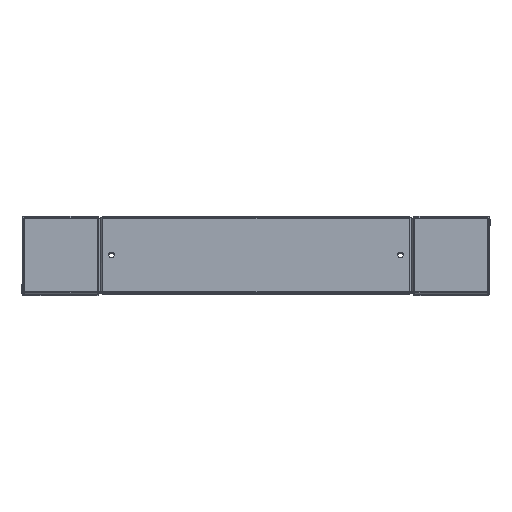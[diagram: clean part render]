
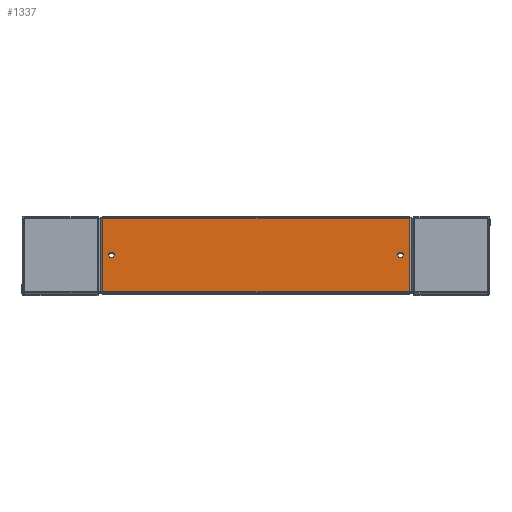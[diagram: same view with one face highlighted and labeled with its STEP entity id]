
A CAD part, top view. The second image highlights one B-rep face of the part: STEP entity #1337.
In plain terms, the highlighted planar face has unit normal (0, 0, 1).
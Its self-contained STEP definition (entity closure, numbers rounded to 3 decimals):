
#338 = CARTESIAN_POINT ( 'NONE',  ( 2.4, 96.6, 0. ) ) ;
#519 = EDGE_LOOP ( 'NONE', ( #2204, #583 ) ) ;
#583 = ORIENTED_EDGE ( 'NONE', *, *, #6418, .T. ) ;
#665 = CARTESIAN_POINT ( 'NONE',  ( 13.5, 49.5, 0. ) ) ;
#717 = ORIENTED_EDGE ( 'NONE', *, *, #5555, .T. ) ;
#815 = VERTEX_POINT ( 'NONE', #2343 ) ;
#829 = DIRECTION ( 'NONE',  ( 0., 0., -1. ) ) ;
#857 = DIRECTION ( 'NONE',  ( -1., 0., 0. ) ) ;
#875 = AXIS2_PLACEMENT_3D ( 'NONE', #1578, #829, #6785 ) ;
#981 = CARTESIAN_POINT ( 'NONE',  ( 17., 49.5, 0. ) ) ;
#1066 = LINE ( 'NONE', #3619, #4922 ) ;
#1322 = DIRECTION ( 'NONE',  ( -1., 0., 0. ) ) ;
#1337 = ADVANCED_FACE ( 'NONE', ( #5330, #7915, #4690 ), #2782, .F. ) ;
#1359 = VERTEX_POINT ( 'NONE', #981 ) ;
#1482 = CARTESIAN_POINT ( 'NONE',  ( 0., 0., 0. ) ) ;
#1578 = CARTESIAN_POINT ( 'NONE',  ( 384., 49.5, 0. ) ) ;
#1773 = CIRCLE ( 'NONE', #6492, 3.5 ) ;
#1952 = VECTOR ( 'NONE', #2802, 1000. ) ;
#2033 = CARTESIAN_POINT ( 'NONE',  ( 384., 49.5, 0. ) ) ;
#2063 = EDGE_CURVE ( 'NONE', #1359, #4338, #1773, .T. ) ;
#2143 = AXIS2_PLACEMENT_3D ( 'NONE', #1482, #4050, #857 ) ;
#2193 = CARTESIAN_POINT ( 'NONE',  ( 395.1, 2.4, 0. ) ) ;
#2204 = ORIENTED_EDGE ( 'NONE', *, *, #7501, .T. ) ;
#2343 = CARTESIAN_POINT ( 'NONE',  ( 380.5, 49.5, 0. ) ) ;
#2362 = VERTEX_POINT ( 'NONE', #4260 ) ;
#2418 = EDGE_CURVE ( 'NONE', #4338, #1359, #6224, .T. ) ;
#2590 = AXIS2_PLACEMENT_3D ( 'NONE', #3073, #5792, #8284 ) ;
#2670 = CARTESIAN_POINT ( 'NONE',  ( 10., 49.5, 0. ) ) ;
#2782 = PLANE ( 'NONE',  #2143 ) ;
#2802 = DIRECTION ( 'NONE',  ( -1., 0., 0. ) ) ;
#3073 = CARTESIAN_POINT ( 'NONE',  ( 13.5, 49.5, 0. ) ) ;
#3199 = CARTESIAN_POINT ( 'NONE',  ( 395.1, 1.401, 0. ) ) ;
#3215 = DIRECTION ( 'NONE',  ( 0., 0., -1. ) ) ;
#3317 = CARTESIAN_POINT ( 'NONE',  ( 2.4, 2.4, 0. ) ) ;
#3368 = EDGE_LOOP ( 'NONE', ( #4409, #7388 ) ) ;
#3619 = CARTESIAN_POINT ( 'NONE',  ( 2.4, 97.599, 0. ) ) ;
#3718 = VECTOR ( 'NONE', #5785, 1000. ) ;
#3840 = CIRCLE ( 'NONE', #875, 3.5 ) ;
#3981 = ORIENTED_EDGE ( 'NONE', *, *, #7885, .T. ) ;
#4045 = EDGE_CURVE ( 'NONE', #2362, #7028, #5979, .T. ) ;
#4050 = DIRECTION ( 'NONE',  ( 0., 0., -1. ) ) ;
#4260 = CARTESIAN_POINT ( 'NONE',  ( 395.1, 96.6, 0. ) ) ;
#4338 = VERTEX_POINT ( 'NONE', #2670 ) ;
#4381 = VECTOR ( 'NONE', #7746, 1000. ) ;
#4409 = ORIENTED_EDGE ( 'NONE', *, *, #2418, .T. ) ;
#4690 = FACE_OUTER_BOUND ( 'NONE', #4850, .T. ) ;
#4850 = EDGE_LOOP ( 'NONE', ( #717, #3981, #7295, #7565 ) ) ;
#4922 = VECTOR ( 'NONE', #5486, 1000. ) ;
#5068 = LINE ( 'NONE', #3199, #3718 ) ;
#5330 = FACE_BOUND ( 'NONE', #3368, .T. ) ;
#5486 = DIRECTION ( 'NONE',  ( 0., -1., 0. ) ) ;
#5555 = EDGE_CURVE ( 'NONE', #8100, #5813, #7165, .T. ) ;
#5785 = DIRECTION ( 'NONE',  ( 0., 1., 0. ) ) ;
#5792 = DIRECTION ( 'NONE',  ( 0., 0., -1. ) ) ;
#5803 = DIRECTION ( 'NONE',  ( -1., 0., 0. ) ) ;
#5813 = VERTEX_POINT ( 'NONE', #2193 ) ;
#5923 = EDGE_CURVE ( 'NONE', #7028, #8100, #1066, .T. ) ;
#5979 = LINE ( 'NONE', #6754, #1952 ) ;
#6224 = CIRCLE ( 'NONE', #2590, 3.5 ) ;
#6340 = CARTESIAN_POINT ( 'NONE',  ( 387.5, 49.5, 0. ) ) ;
#6418 = EDGE_CURVE ( 'NONE', #7248, #815, #3840, .T. ) ;
#6431 = DIRECTION ( 'NONE',  ( 0., 0., -1. ) ) ;
#6480 = CARTESIAN_POINT ( 'NONE',  ( 1.401, 2.4, 0. ) ) ;
#6492 = AXIS2_PLACEMENT_3D ( 'NONE', #665, #3215, #5803 ) ;
#6553 = AXIS2_PLACEMENT_3D ( 'NONE', #2033, #6431, #1322 ) ;
#6754 = CARTESIAN_POINT ( 'NONE',  ( 396.099, 96.6, 0. ) ) ;
#6785 = DIRECTION ( 'NONE',  ( -1., 0., 0. ) ) ;
#7028 = VERTEX_POINT ( 'NONE', #338 ) ;
#7105 = CIRCLE ( 'NONE', #6553, 3.5 ) ;
#7165 = LINE ( 'NONE', #6480, #4381 ) ;
#7248 = VERTEX_POINT ( 'NONE', #6340 ) ;
#7295 = ORIENTED_EDGE ( 'NONE', *, *, #4045, .T. ) ;
#7388 = ORIENTED_EDGE ( 'NONE', *, *, #2063, .T. ) ;
#7501 = EDGE_CURVE ( 'NONE', #815, #7248, #7105, .T. ) ;
#7565 = ORIENTED_EDGE ( 'NONE', *, *, #5923, .T. ) ;
#7746 = DIRECTION ( 'NONE',  ( 1., 0., 0. ) ) ;
#7885 = EDGE_CURVE ( 'NONE', #5813, #2362, #5068, .T. ) ;
#7915 = FACE_BOUND ( 'NONE', #519, .T. ) ;
#8100 = VERTEX_POINT ( 'NONE', #3317 ) ;
#8284 = DIRECTION ( 'NONE',  ( -1., 0., 0. ) ) ;
